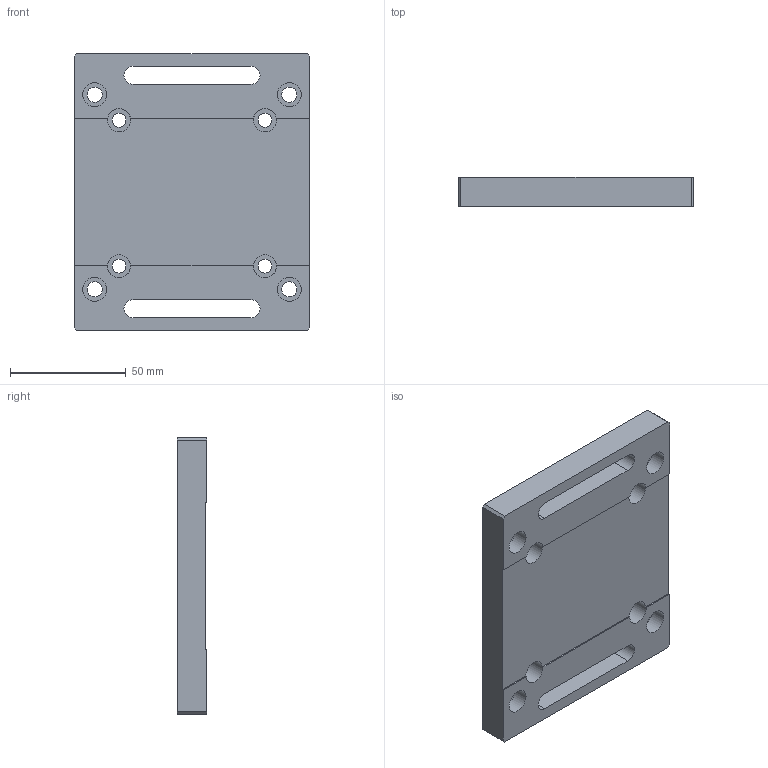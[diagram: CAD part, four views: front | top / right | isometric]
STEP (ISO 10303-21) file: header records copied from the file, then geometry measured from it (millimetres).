
FILE_DESCRIPTION(/* description */ (''),/* implementation_level */ '2;1');
FILE_NAME(/* name */ 'XT95P3_X95_Base_plate_mod.stp',/* time_stamp */ '2019-01-28T14:29:29+01:00',/* author */ ('voigt'),/* organization */ (''),/* preprocessor_version */ 'ST-DEVELOPER v16.1',/* originating_system */ 'Autodesk Inventor 2016',/* authorisation */ '');
FILE_SCHEMA (('AUTOMOTIVE_DESIGN { 1 0 10303 214 3 1 1 }'));
Length unit declared in the file: inch
Products named in the file (1): XT95P3_X95_Base_plate_mod
Bounding box: 101.6 x 12.7 x 119.38 mm (x, y, z)
Volume: 133127.6 mm3; surface area: 33480.1 mm2
Topology: 1 solids, 1 shells, 50 faces, 136 edges, 92 vertices
Faces by surface type: plane 30, cylinder 20
Full cylindrical faces by diameter (mm): 6 x4, 6.604 x4, 10 x4, 10.312 x4
Entity records: 1581 total; most frequent: DIRECTION 258, CARTESIAN_POINT 247, ORIENTED_EDGE 224, EDGE_CURVE 112, AXIS2_PLACEMENT_3D 95, EDGE_LOOP 90, VERTEX_POINT 84, LINE 68
